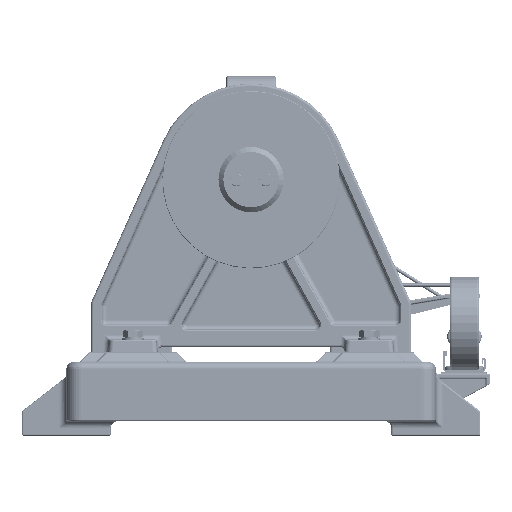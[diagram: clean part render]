
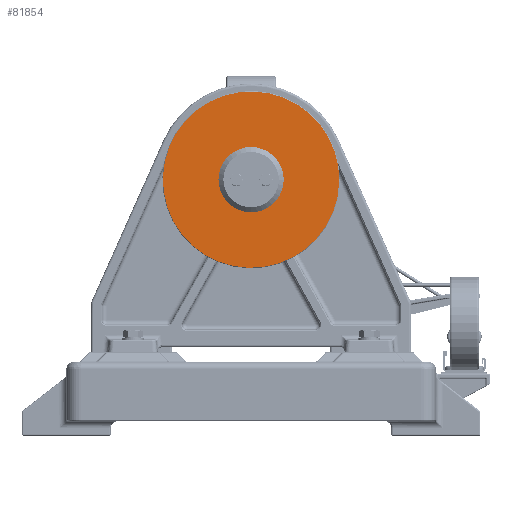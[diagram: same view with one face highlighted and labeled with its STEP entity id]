
A CAD part, left-side view. The second image highlights one B-rep face of the part: STEP entity #81854.
In plain terms, the highlighted planar face has unit normal (-1, 0, 0).
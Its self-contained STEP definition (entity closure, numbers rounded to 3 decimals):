
#81817 = VERTEX_POINT('',#81818);
#81818 = CARTESIAN_POINT('',(-45.,-51.546,16.919));
#81843 = EDGE_CURVE('',#81817,#81817,#81844,.T.);
#81844 = CIRCLE('',#81845,54.251);
#81845 = AXIS2_PLACEMENT_3D('',#81846,#81847,#81848);
#81846 = CARTESIAN_POINT('',(-45.,0.,0.)
  );
#81847 = DIRECTION('',(-1.,0.,0.));
#81848 = DIRECTION('',(0.,0.95,-0.312
    ));
#81854 = ADVANCED_FACE('',(#81855,#81866),#81869,.T.);
#81855 = FACE_BOUND('',#81856,.T.);
#81856 = EDGE_LOOP('',(#81857));
#81857 = ORIENTED_EDGE('',*,*,#81858,.F.);
#81858 = EDGE_CURVE('',#81859,#81859,#81861,.T.);
#81859 = VERTEX_POINT('',#81860);
#81860 = CARTESIAN_POINT('',(-45.,-170.073,55.823));
#81861 = CIRCLE('',#81862,179.);
#81862 = AXIS2_PLACEMENT_3D('',#81863,#81864,#81865);
#81863 = CARTESIAN_POINT('',(-45.,0.,0.)
  );
#81864 = DIRECTION('',(1.,0.,0.));
#81865 = DIRECTION('',(0.,0.95,-0.312
    ));
#81866 = FACE_BOUND('',#81867,.T.);
#81867 = EDGE_LOOP('',(#81868));
#81868 = ORIENTED_EDGE('',*,*,#81843,.F.);
#81869 = PLANE('',#81870);
#81870 = AXIS2_PLACEMENT_3D('',#81871,#81872,#81873);
#81871 = CARTESIAN_POINT('',(-45.,-171.023,56.134));
#81872 = DIRECTION('',(-1.,0.,0.));
#81873 = DIRECTION('',(0.,-0.312,
    -0.95));
